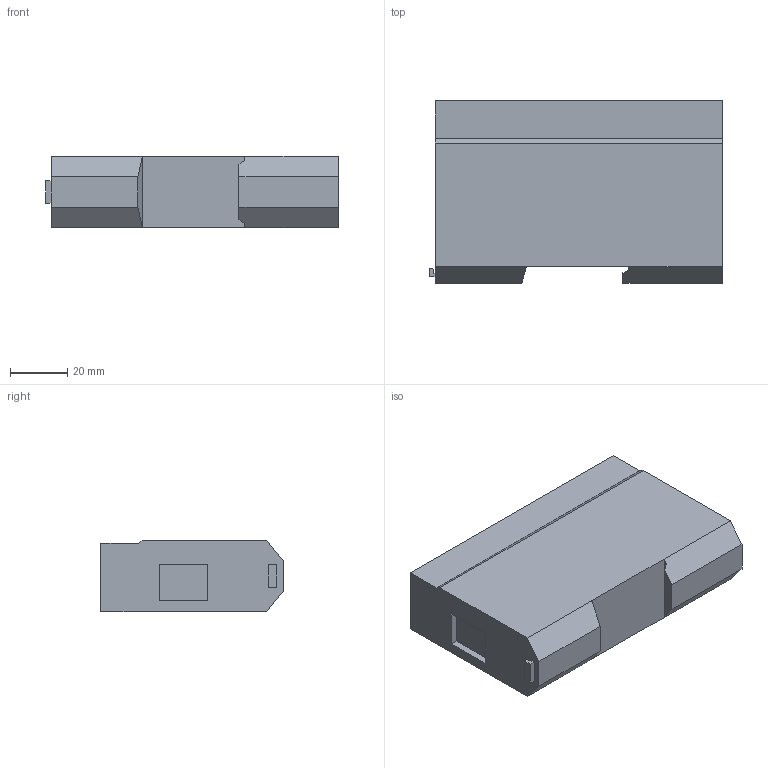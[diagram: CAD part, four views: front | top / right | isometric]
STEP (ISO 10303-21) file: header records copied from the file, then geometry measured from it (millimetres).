
FILE_DESCRIPTION(('SolidDesigner STEP Export'),'2;1');
FILE_NAME('2881007_DT_LAN_CAT_6_select.stp','2016-09-27T 7:50:05',(''),(''),'Creo Elements/Direct Modeling STEP processor for AP214 (Solid Model)','Creo Elements/Direct Modeling 18.1G 27-Feb-2015 (C) Parametric Technology GmbH','');
FILE_SCHEMA(('AUTOMOTIVE_DESIGN { 1 0 10303 214 1 1 1 1 }'));
Length unit declared in the file: millimetre
Products named in the file (2): 2881007_DT_LAN_CAT_6_select
Assembly tree (1 placements, depth 2):
  2881007_DT_LAN_CAT_6_select
    2881007_DT_LAN_CAT_6_select
Bounding box: 101.9 x 63.4 x 24.9 mm (x, y, z)
Volume: 147609.2 mm3; surface area: 20378.7 mm2
Topology: 1 solids, 1 shells, 35 faces, 86 edges, 56 vertices
Faces by surface type: plane 35
Entity records: 1114 total; most frequent: CARTESIAN_POINT 175, ORIENTED_EDGE 172, DIRECTION 153, EDGE_CURVE 86, VECTOR 85, LINE 85, VERTEX_POINT 56, EDGE_LOOP 38
